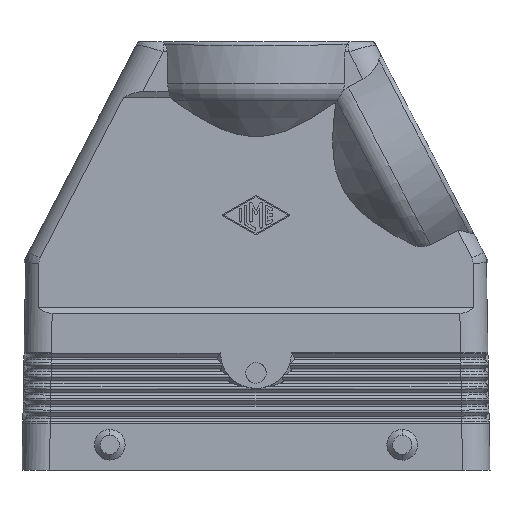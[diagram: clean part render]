
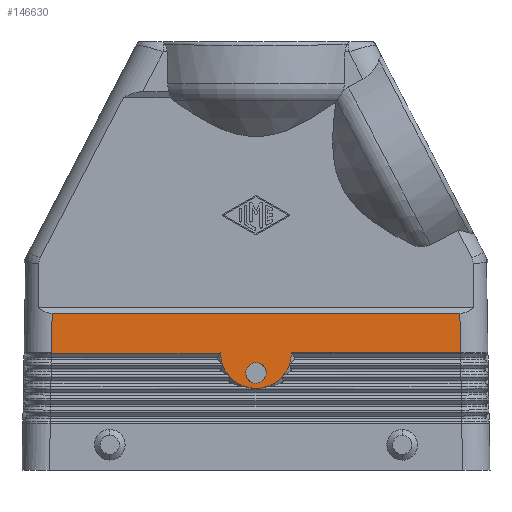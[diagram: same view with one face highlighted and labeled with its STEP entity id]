
A CAD part, front view. The second image highlights one B-rep face of the part: STEP entity #146630.
In plain terms, the highlighted face is planar.
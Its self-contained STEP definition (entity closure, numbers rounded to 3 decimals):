
#25210=CARTESIAN_POINT('',(70.613,37.927,
-0.419));
#25220=VERTEX_POINT('',#25210);
#38740=CARTESIAN_POINT('',(11.851,53.918,-0.698)
);
#38750=VERTEX_POINT('',#38740);
#38780=CARTESIAN_POINT('',(10.936,0.122,
0.241));
#38790=DIRECTION('',(-0.017,-1.,
0.017));
#38800=VECTOR('',#38790,1.);
#38810=LINE('',#38780,#38800);
#38820=CARTESIAN_POINT('',(11.681,43.918,-0.524)
);
#38830=VERTEX_POINT('',#38820);
#38840=EDGE_CURVE('',#38750,#38830,#38810,.T.);
#44500=CARTESIAN_POINT('',(55.259,40.927,
-0.471));
#44510=VERTEX_POINT('',#44500);
#44540=CARTESIAN_POINT('',(63.79,43.795,-0.522)
);
#44550=DIRECTION('',(0.,0.017,1.));
#44560=DIRECTION('',(1.,0.,0.));
#44570=AXIS2_PLACEMENT_3D('',#44540,#44550,#44560);
#44580=CIRCLE('',#44570,9.);
#44590=CARTESIAN_POINT('',(56.967,37.927,
-0.419));
#44600=VERTEX_POINT('',#44590);
#44610=EDGE_CURVE('',#44510,#44600,#44580,.T.);
#46170=CARTESIAN_POINT('',(127.58,0.002,
0.243));
#46180=DIRECTION('',(-0.,-0.017,-1.));
#46190=DIRECTION('',(-1.,0.,0.));
#46200=AXIS2_PLACEMENT_3D('',#46170,#46180,#46190);
#46210=PLANE('',#46200);
#63060=CARTESIAN_POINT('',(54.791,43.918,-0.524)
);
#63070=VERTEX_POINT('',#63060);
#63100=EDGE_CURVE('',#63070,#44510,#44580,.T.);
#68050=CARTESIAN_POINT('',(65.315,34.927,
-0.367));
#68060=VERTEX_POINT('',#68050);
#68090=EDGE_CURVE('',#68060,#25220,#44580,.T.);
#68310=CARTESIAN_POINT('',(66.39,38.718,-0.433));
#68320=VERTEX_POINT('',#68310);
#68370=CARTESIAN_POINT('',(63.79,38.718,-0.433));
#68380=DIRECTION('',(0.,-0.017,-1.));
#68390=DIRECTION('',(0.,1.,-0.017));
#68400=AXIS2_PLACEMENT_3D('',#68370,#68380,#68390);
#68410=ELLIPSE('',#68400,2.6,2.6);
#68420=CARTESIAN_POINT('',(61.19,38.718,-0.433));
#68430=VERTEX_POINT('',#68420);
#68440=EDGE_CURVE('',#68320,#68430,#68410,.T.);
#79340=CARTESIAN_POINT('',(0.,43.918,-0.524));
#79350=DIRECTION('',(1.,0.,0.));
#79360=VECTOR('',#79350,1.);
#79370=LINE('',#79340,#79360);
#79380=EDGE_CURVE('',#38830,#63070,#79370,.T.);
#95790=CARTESIAN_POINT('',(62.265,34.927,
-0.367));
#95800=VERTEX_POINT('',#95790);
#120410=CARTESIAN_POINT('',(72.789,43.918,-0.524))
;
#120420=VERTEX_POINT('',#120410);
#121520=CARTESIAN_POINT('',(72.32,40.927,
-0.471));
#121530=VERTEX_POINT('',#121520);
#121560=EDGE_CURVE('',#121530,#120420,#44580,.T.);
#133870=CARTESIAN_POINT('',(115.899,43.918,-0.524
));
#133880=VERTEX_POINT('',#133870);
#133890=EDGE_CURVE('',#120420,#133880,#79370,.T.);
#146290=CARTESIAN_POINT('',(116.643,0.122,
0.241));
#146300=DIRECTION('',(0.017,-1.,
0.017));
#146310=VECTOR('',#146300,1.);
#146320=LINE('',#146290,#146310);
#146330=CARTESIAN_POINT('',(115.729,53.918,-0.698
));
#146340=VERTEX_POINT('',#146330);
#146350=EDGE_CURVE('',#146340,#133880,#146320,.T.);
#146360=ORIENTED_EDGE('',*,*,#146350,.F.);
#146370=ORIENTED_EDGE('',*,*,#133890,.T.);
#146380=ORIENTED_EDGE('',*,*,#121560,.T.);
#146390=EDGE_CURVE('',#25220,#121530,#44580,.T.);
#146400=ORIENTED_EDGE('',*,*,#146390,.T.);
#146410=ORIENTED_EDGE('',*,*,#68090,.T.);
#146420=EDGE_CURVE('',#95800,#68060,#44580,.T.);
#146430=ORIENTED_EDGE('',*,*,#146420,.T.);
#146440=EDGE_CURVE('',#44600,#95800,#44580,.T.);
#146450=ORIENTED_EDGE('',*,*,#146440,.T.);
#146460=ORIENTED_EDGE('',*,*,#44610,.T.);
#146470=ORIENTED_EDGE('',*,*,#63100,.T.);
#146480=ORIENTED_EDGE('',*,*,#79380,.T.);
#146490=ORIENTED_EDGE('',*,*,#38840,.T.);
#146500=CARTESIAN_POINT('',(0.,53.918,-0.698));
#146510=DIRECTION('',(-1.,0.,0.));
#146520=VECTOR('',#146510,1.);
#146530=LINE('',#146500,#146520);
#146540=EDGE_CURVE('',#146340,#38750,#146530,.T.);
#146550=ORIENTED_EDGE('',*,*,#146540,.T.);
#146560=EDGE_LOOP('',(#146550,#146490,#146480,#146470,#146460,#146450,
#146430,#146410,#146400,#146380,#146370,#146360));
#146570=FACE_OUTER_BOUND('',#146560,.T.);
#146580=EDGE_CURVE('',#68430,#68320,#68410,.T.);
#146590=ORIENTED_EDGE('',*,*,#146580,.T.);
#146600=ORIENTED_EDGE('',*,*,#68440,.T.);
#146610=EDGE_LOOP('',(#146600,#146590));
#146620=FACE_BOUND('',#146610,.T.);
#146630=ADVANCED_FACE('',(#146570,#146620),#46210,.F.);
